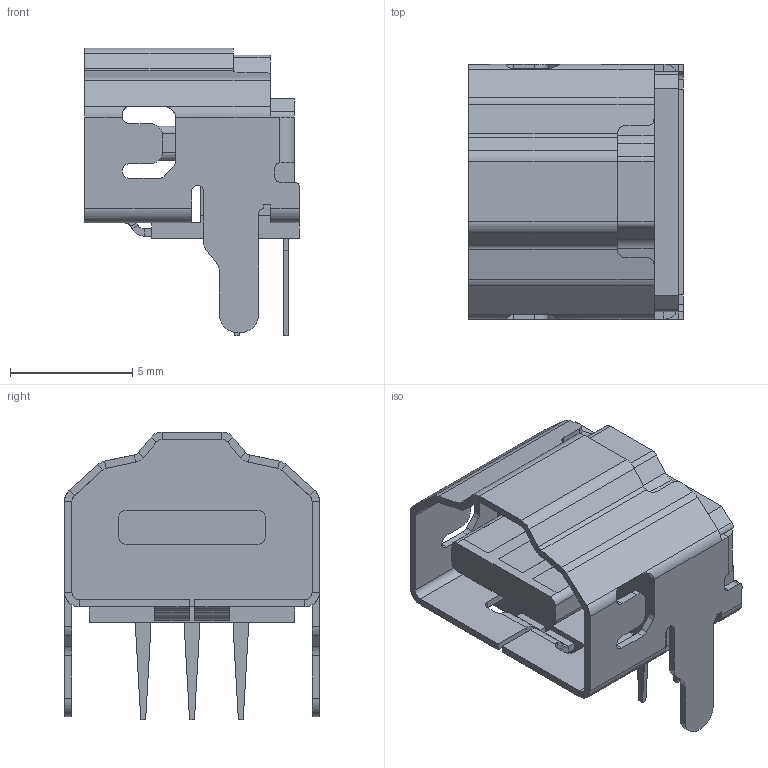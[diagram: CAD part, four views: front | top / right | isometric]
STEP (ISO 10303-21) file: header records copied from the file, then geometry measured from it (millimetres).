
FILE_DESCRIPTION(/* description */ (''),/* implementation_level */ '2;1');
FILE_NAME(/* name */ 'Game boy link port v21.step',/* time_stamp */ '2024-08-25T17:30:54+02:00',/* author */ (''),/* organization */ (''),/* preprocessor_version */ 'ST-DEVELOPER v20',/* originating_system */ 'Autodesk Translation Framework v13.14.0.145',/* authorisation */ '');
FILE_SCHEMA (('AUTOMOTIVE_DESIGN { 1 0 10303 214 3 1 1 }'));
Length unit declared in the file: millimetre
Products named in the file (4): Game boy link port; Shroud; Plastic body; Pins (1)
Assembly tree (3 placements, depth 2):
  Game boy link port
    Shroud
    Plastic body
    Pins (1)
Bounding box: 8.8 x 10.44 x 11.8 mm (x, y, z)
Volume: 350.2 mm3; surface area: 1054.7 mm2
Topology: 8 solids, 8 shells, 441 faces, 1118 edges, 690 vertices
Faces by surface type: plane 331, cylinder 108, bspline 2
Entity records: 13233 total; most frequent: CARTESIAN_POINT 2418, ORIENTED_EDGE 2236, DIRECTION 2202, EDGE_CURVE 1118, LINE 886, VECTOR 886, VERTEX_POINT 690, AXIS2_PLACEMENT_3D 658
